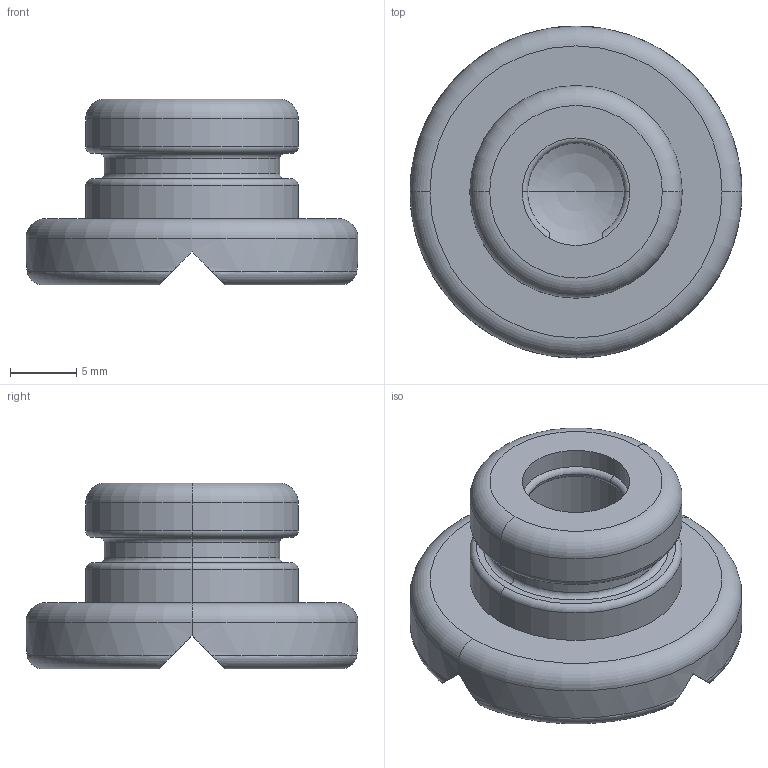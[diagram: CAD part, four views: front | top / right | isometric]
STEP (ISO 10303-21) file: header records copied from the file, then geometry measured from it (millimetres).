
FILE_DESCRIPTION(('STEP AP214'),'1');
FILE_NAME('160656.STP','2011-09-08T08:03:47',(' '),(' '),'Spatial InterOp 3D',' ',' ');
FILE_SCHEMA(('automotive_design'));
Length unit declared in the file: millimetre
Products named in the file (2): Zylinder; Torus
Bounding box: 25 x 25 x 14 mm (x, y, z)
Volume: 3397.1 mm3; surface area: 2118.6 mm2
Topology: 2 solids, 2 shells, 58 faces, 122 edges, 72 vertices
Faces by surface type: torus 22, plane 20, cylinder 14, sphere 2
Entity records: 2305 total; most frequent: CARTESIAN_POINT 520, DIRECTION 306, ORIENTED_EDGE 240, AXIS2_PLACEMENT_3D 138, EDGE_CURVE 120, VERTEX_POINT 72, CIRCLE 70, EDGE_LOOP 64
